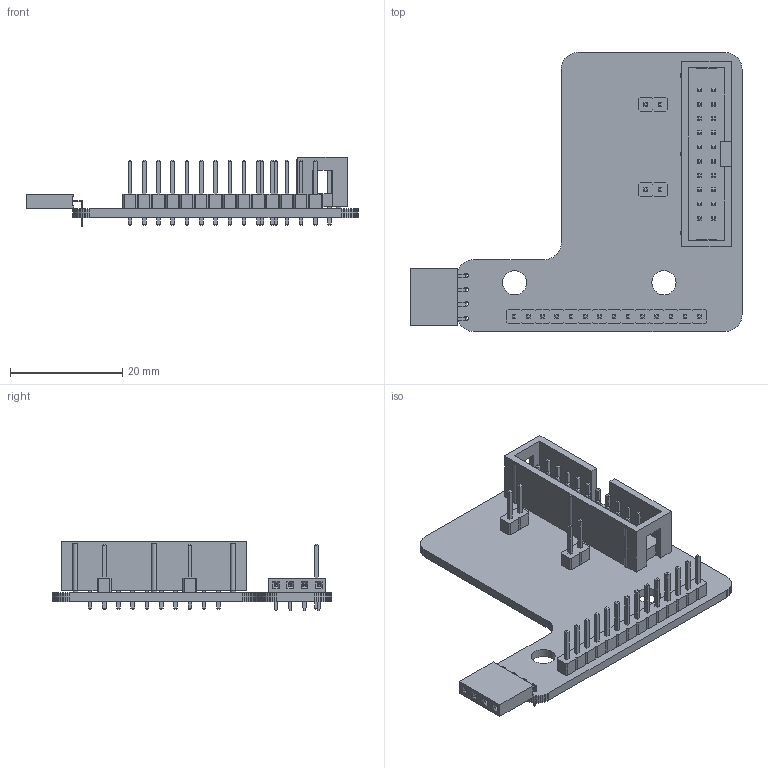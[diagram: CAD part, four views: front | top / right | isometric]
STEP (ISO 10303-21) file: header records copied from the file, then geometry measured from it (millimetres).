
FILE_DESCRIPTION(('KiCad electronic assembly'),'2;1');
FILE_NAME('E-paper adapter board.step','2023-12-19T07:49:09',('Pcbnew'), ('Kicad'),'Open CASCADE STEP processor 7.7','KiCad to STEP converter', 'Unknown');
FILE_SCHEMA(('AUTOMOTIVE_DESIGN { 1 0 10303 214 1 1 1 1 }'));
Length unit declared in the file: millimetre
Products named in the file (10): E-paper adapter board 1; IDC-Header_2x10_P2.54mm_Vertical; SOLID; PinHeader_1x02_P2.54mm_Vertical; PinSocket_1x04_P2.54mm_Horizontal; PinHeader_1x14_P2.54mm_Vertical; _autosave-E-paper adapter board PCB
Assembly tree (10 placements, depth 3):
  E-paper adapter board 1
    IDC-Header_2x10_P2.54mm_Vertical
      SOLID
    PinHeader_1x02_P2.54mm_Vertical  x2
      SOLID
    PinSocket_1x04_P2.54mm_Horizontal
      SOLID
    PinHeader_1x14_P2.54mm_Vertical
      SOLID
    _autosave-E-paper adapter board PCB
Bounding box: 59.13 x 49.7 x 12.4 mm (x, y, z)
Volume: 4694.1 mm3; surface area: 7580.2 mm2
Topology: 6 solids, 6 shells, 1132 faces, 2776 edges, 1746 vertices
Faces by surface type: plane 1071, cylinder 61
Full cylindrical faces by diameter (mm): 0.762 x4, 1 x44, 4.3 x2
Entity records: 72701 total; most frequent: CARTESIAN_POINT 11371, DIRECTION 10164, LINE 7706, VECTOR 7706, ORIENTED_EDGE 5308, PCURVE 5308, DEFINITIONAL_REPRESENTATION 5308, EDGE_CURVE 2654
